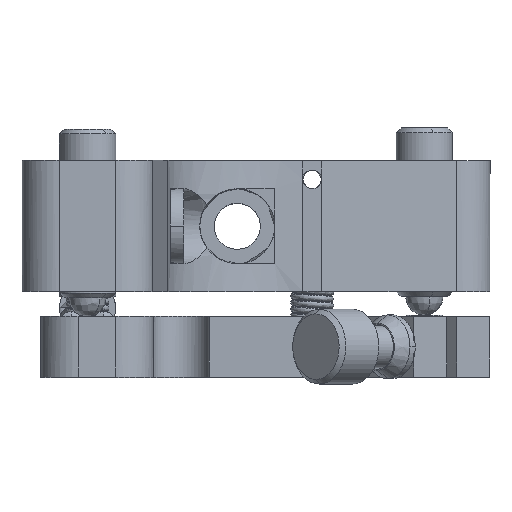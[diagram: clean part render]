
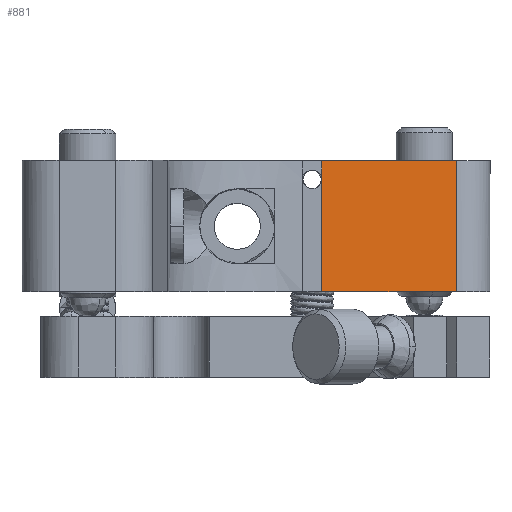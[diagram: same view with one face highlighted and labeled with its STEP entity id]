
A CAD part, top view. The second image highlights one B-rep face of the part: STEP entity #881.
In plain terms, the highlighted free-form (B-spline) face has degree [1, 1] with [2, 2] control points.
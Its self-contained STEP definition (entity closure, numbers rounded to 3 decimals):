
#881=ADVANCED_FACE('',(#1336),#16481,.T.);
#1336=FACE_OUTER_BOUND('',#1817,.T.);
#1817=EDGE_LOOP('',(#3107,#3108,#3109,#3110,#3111));
#3107=ORIENTED_EDGE('',*,*,#13674,.T.);
#3108=ORIENTED_EDGE('',*,*,#13675,.T.);
#3109=ORIENTED_EDGE('',*,*,#13605,.F.);
#3110=ORIENTED_EDGE('',*,*,#13611,.F.);
#3111=ORIENTED_EDGE('',*,*,#13676,.T.);
#5417=PCURVE('',#16462,#7817);
#5423=PCURVE('',#16463,#7823);
#5507=PCURVE('',#16481,#7907);
#5508=PCURVE('',#16481,#7908);
#5509=PCURVE('',#16481,#7909);
#5510=PCURVE('',#16481,#7910);
#5511=PCURVE('',#16481,#7911);
#5537=PCURVE('',#16704,#7937);
#5799=PCURVE('',#16496,#8199);
#5834=PCURVE('',#16497,#8234);
#7817=DEFINITIONAL_REPRESENTATION('',(#10199),#80965);
#7823=DEFINITIONAL_REPRESENTATION('',(#10209),#80965);
#7907=DEFINITIONAL_REPRESENTATION('',(#10331),#80965);
#7908=DEFINITIONAL_REPRESENTATION('',(#10333),#80965);
#7909=DEFINITIONAL_REPRESENTATION('',(#10334),#80965);
#7910=DEFINITIONAL_REPRESENTATION('',(#10335),#80965);
#7911=DEFINITIONAL_REPRESENTATION('',(#10337),#80965);
#7937=DEFINITIONAL_REPRESENTATION('',(#10368),#80965);
#8199=DEFINITIONAL_REPRESENTATION('',(#10632),#80965);
#8234=DEFINITIONAL_REPRESENTATION('',(#10645),#80965);
#10198=B_SPLINE_CURVE_WITH_KNOTS('',1,(#25088,#25089),.UNSPECIFIED.,.F.,
 .F.,(2,2),(-2.,0.),.UNSPECIFIED.);
#10199=B_SPLINE_CURVE_WITH_KNOTS('',1,(#25090,#25091),.UNSPECIFIED.,.F.,
 .F.,(2,2),(-2.,0.),.UNSPECIFIED.);
#10208=B_SPLINE_CURVE_WITH_KNOTS('',1,(#25118,#25119),.UNSPECIFIED.,.F.,
 .F.,(2,2),(-12.,0.),.UNSPECIFIED.);
#10209=B_SPLINE_CURVE_WITH_KNOTS('',1,(#25120,#25121),.UNSPECIFIED.,.F.,
 .F.,(2,2),(-12.,0.),.UNSPECIFIED.);
#10330=B_SPLINE_CURVE_WITH_KNOTS('',1,(#25652,#25653),.UNSPECIFIED.,.F.,
 .F.,(2,2),(0.,14.),.UNSPECIFIED.);
#10331=B_SPLINE_CURVE_WITH_KNOTS('',1,(#25654,#25655),.UNSPECIFIED.,.F.,
 .F.,(2,2),(0.,14.),.UNSPECIFIED.);
#10332=B_SPLINE_CURVE_WITH_KNOTS('',1,(#25656,#25657),.UNSPECIFIED.,.F.,
 .F.,(2,2),(0.,14.5),.UNSPECIFIED.);
#10333=B_SPLINE_CURVE_WITH_KNOTS('',1,(#25658,#25659),.UNSPECIFIED.,.F.,
 .F.,(2,2),(0.,14.5),.UNSPECIFIED.);
#10334=B_SPLINE_CURVE_WITH_KNOTS('',1,(#25660,#25661),.UNSPECIFIED.,.F.,
 .F.,(2,2),(-2.,0.),.UNSPECIFIED.);
#10335=B_SPLINE_CURVE_WITH_KNOTS('',1,(#25662,#25663),.UNSPECIFIED.,.F.,
 .F.,(2,2),(-12.,0.),.UNSPECIFIED.);
#10336=B_SPLINE_CURVE_WITH_KNOTS('',1,(#25664,#25665),.UNSPECIFIED.,.F.,
 .F.,(2,2),(-14.5,0.),.UNSPECIFIED.);
#10337=B_SPLINE_CURVE_WITH_KNOTS('',1,(#25666,#25667),.UNSPECIFIED.,.F.,
 .F.,(2,2),(-14.5,0.),.UNSPECIFIED.);
#10368=B_SPLINE_CURVE_WITH_KNOTS('',1,(#25846,#25847),.UNSPECIFIED.,.F.,
 .F.,(2,2),(0.,14.),.UNSPECIFIED.);
#10632=B_SPLINE_CURVE_WITH_KNOTS('',1,(#27207,#27208),.UNSPECIFIED.,.F.,
 .F.,(2,2),(0.,14.5),.UNSPECIFIED.);
#10645=B_SPLINE_CURVE_WITH_KNOTS('',1,(#27319,#27320),.UNSPECIFIED.,.F.,
 .F.,(2,2),(-14.5,0.),.UNSPECIFIED.);
#12322=SURFACE_CURVE('',#10198,(#5417,#5509),.PCURVE_S1.);
#12328=SURFACE_CURVE('',#10208,(#5423,#5510),.PCURVE_S1.);
#12391=SURFACE_CURVE('',#10330,(#5507,#5537),.PCURVE_S1.);
#12392=SURFACE_CURVE('',#10332,(#5508,#5799),.PCURVE_S1.);
#12393=SURFACE_CURVE('',#10336,(#5511,#5834),.PCURVE_S1.);
#13605=EDGE_CURVE('',#15861,#15862,#12322,.T.);
#13611=EDGE_CURVE('',#15866,#15861,#12328,.T.);
#13674=EDGE_CURVE('',#15913,#15914,#12391,.T.);
#13675=EDGE_CURVE('',#15914,#15862,#12392,.T.);
#13676=EDGE_CURVE('',#15866,#15913,#12393,.T.);
#15861=VERTEX_POINT('',#24858);
#15862=VERTEX_POINT('',#24859);
#15866=VERTEX_POINT('',#24863);
#15913=VERTEX_POINT('',#24910);
#15914=VERTEX_POINT('',#24911);
#16462=B_SPLINE_SURFACE_WITH_KNOTS('',1,1,((#23920,#23921),(#23922,#23923)),
 .UNSPECIFIED.,.F.,.F.,.F.,(2,2),(2,2),(0.,2.64),(-2.64,
0.),.UNSPECIFIED.);
#16463=B_SPLINE_SURFACE_WITH_KNOTS('',1,1,((#23924,#23925),(#23926,#23927)),
 .UNSPECIFIED.,.F.,.F.,.F.,(2,2),(2,2),(0.,14.64),(-2.64,0.),
 .UNSPECIFIED.);
#16481=B_SPLINE_SURFACE_WITH_KNOTS('',1,1,((#24114,#24115),(#24116,#24117)),
 .UNSPECIFIED.,.F.,.F.,.F.,(2,2),(2,2),(-17.664,0.),
(-17.04,0.),.UNSPECIFIED.);
#16496=B_SPLINE_SURFACE_WITH_KNOTS('',1,1,((#24840,#24841),(#24842,#24843)),
 .UNSPECIFIED.,.F.,.F.,.F.,(2,2),(2,2),(-60.24,0.),(0.,
60.24),.UNSPECIFIED.);
#16497=B_SPLINE_SURFACE_WITH_KNOTS('',1,1,((#24844,#24845),(#24846,#24847)),
 .UNSPECIFIED.,.F.,.F.,.F.,(2,2),(2,2),(0.,60.24),(0.,
60.24),.UNSPECIFIED.);
#16704=(
BOUNDED_SURFACE()
B_SPLINE_SURFACE(2,1,((#24158,#24159),(#24160,#24161),(#24162,#24163),(#24164,
#24165),(#24166,#24167),(#24168,#24169),(#24170,#24171),(#24172,#24173),
(#24174,#24175)),.UNSPECIFIED.,.T.,.F.,.F.)
B_SPLINE_SURFACE_WITH_KNOTS((3,2,2,2,3),(2,2),(0.,1.571,3.142,
4.712,6.283),(0.,17.04),.UNSPECIFIED.)
GEOMETRIC_REPRESENTATION_ITEM()
RATIONAL_B_SPLINE_SURFACE(((1.,1.),(0.707,0.707),
(1.,1.),(0.707,0.707),(1.,1.),(0.707,
0.707),(1.,1.),(0.707,0.707),(1.,1.)))
REPRESENTATION_ITEM('')
SURFACE()
);
#23920=CARTESIAN_POINT('',(-152.291,-10.987,11.68));
#23921=CARTESIAN_POINT('',(-149.651,-10.987,11.68));
#23922=CARTESIAN_POINT('',(-152.291,-10.987,14.32));
#23923=CARTESIAN_POINT('',(-149.651,-10.987,14.32));
#23924=CARTESIAN_POINT('',(-152.291,-10.987,-1.32));
#23925=CARTESIAN_POINT('',(-149.651,-10.987,-1.32));
#23926=CARTESIAN_POINT('',(-152.291,-10.987,13.32));
#23927=CARTESIAN_POINT('',(-149.651,-10.987,13.32));
#24114=CARTESIAN_POINT('',(-167.964,-12.676,15.52));
#24115=CARTESIAN_POINT('',(-167.964,-12.676,-1.52));
#24116=CARTESIAN_POINT('',(-150.398,-10.821,15.52));
#24117=CARTESIAN_POINT('',(-150.398,-10.821,-1.52));
#24158=CARTESIAN_POINT('',(-161.971,-16.487,15.52));
#24159=CARTESIAN_POINT('',(-161.971,-16.487,-1.52));
#24160=CARTESIAN_POINT('',(-161.971,-20.487,15.52));
#24161=CARTESIAN_POINT('',(-161.971,-20.487,-1.52));
#24162=CARTESIAN_POINT('',(-165.971,-20.487,15.52));
#24163=CARTESIAN_POINT('',(-165.971,-20.487,-1.52));
#24164=CARTESIAN_POINT('',(-169.971,-20.487,15.52));
#24165=CARTESIAN_POINT('',(-169.971,-20.487,-1.52));
#24166=CARTESIAN_POINT('',(-169.971,-16.487,15.52));
#24167=CARTESIAN_POINT('',(-169.971,-16.487,-1.52));
#24168=CARTESIAN_POINT('',(-169.971,-12.487,15.52));
#24169=CARTESIAN_POINT('',(-169.971,-12.487,-1.52));
#24170=CARTESIAN_POINT('',(-165.971,-12.487,15.52));
#24171=CARTESIAN_POINT('',(-165.971,-12.487,-1.52));
#24172=CARTESIAN_POINT('',(-161.971,-12.487,15.52));
#24173=CARTESIAN_POINT('',(-161.971,-12.487,-1.52));
#24174=CARTESIAN_POINT('',(-161.971,-16.487,15.52));
#24175=CARTESIAN_POINT('',(-161.971,-16.487,-1.52));
#24840=CARTESIAN_POINT('',(-175.091,-31.607,14.));
#24841=CARTESIAN_POINT('',(-175.091,28.633,14.));
#24842=CARTESIAN_POINT('',(-114.851,-31.607,14.));
#24843=CARTESIAN_POINT('',(-114.851,28.633,14.));
#24844=CARTESIAN_POINT('',(-114.851,-31.607,0.));
#24845=CARTESIAN_POINT('',(-114.851,28.633,0.));
#24846=CARTESIAN_POINT('',(-175.091,-31.607,0.));
#24847=CARTESIAN_POINT('',(-175.091,28.633,0.));
#24858=CARTESIAN_POINT('',(-151.971,-10.987,12.));
#24859=CARTESIAN_POINT('',(-151.971,-10.987,14.));
#24863=CARTESIAN_POINT('',(-151.971,-10.987,0.));
#24910=CARTESIAN_POINT('',(-166.391,-12.51,0.));
#24911=CARTESIAN_POINT('',(-166.391,-12.51,14.));
#25088=CARTESIAN_POINT('',(-151.971,-10.987,12.));
#25089=CARTESIAN_POINT('',(-151.971,-10.987,14.));
#25090=CARTESIAN_POINT('',(0.32,-2.32));
#25091=CARTESIAN_POINT('',(2.32,-2.32));
#25118=CARTESIAN_POINT('',(-151.971,-10.987,0.));
#25119=CARTESIAN_POINT('',(-151.971,-10.987,12.));
#25120=CARTESIAN_POINT('',(1.32,-2.32));
#25121=CARTESIAN_POINT('',(13.32,-2.32));
#25652=CARTESIAN_POINT('',(-166.391,-12.51,0.));
#25653=CARTESIAN_POINT('',(-166.391,-12.51,14.));
#25654=CARTESIAN_POINT('',(-16.082,-1.52));
#25655=CARTESIAN_POINT('',(-16.082,-15.52));
#25656=CARTESIAN_POINT('',(-166.391,-12.51,14.));
#25657=CARTESIAN_POINT('',(-151.971,-10.987,14.));
#25658=CARTESIAN_POINT('',(-16.082,-15.52));
#25659=CARTESIAN_POINT('',(-1.582,-15.52));
#25660=CARTESIAN_POINT('',(-1.582,-13.52));
#25661=CARTESIAN_POINT('',(-1.582,-15.52));
#25662=CARTESIAN_POINT('',(-1.582,-1.52));
#25663=CARTESIAN_POINT('',(-1.582,-13.52));
#25664=CARTESIAN_POINT('',(-151.971,-10.987,0.));
#25665=CARTESIAN_POINT('',(-166.391,-12.51,0.));
#25666=CARTESIAN_POINT('',(-1.582,-1.52));
#25667=CARTESIAN_POINT('',(-16.082,-1.52));
#25846=CARTESIAN_POINT('',(4.598,15.52));
#25847=CARTESIAN_POINT('',(4.598,1.52));
#27207=CARTESIAN_POINT('',(-51.54,19.098));
#27208=CARTESIAN_POINT('',(-37.12,20.62));
#27319=CARTESIAN_POINT('',(37.12,20.62));
#27320=CARTESIAN_POINT('',(51.54,19.098));
#80965=(
GEOMETRIC_REPRESENTATION_CONTEXT(2)
PARAMETRIC_REPRESENTATION_CONTEXT()
REPRESENTATION_CONTEXT('pspace','')
);
